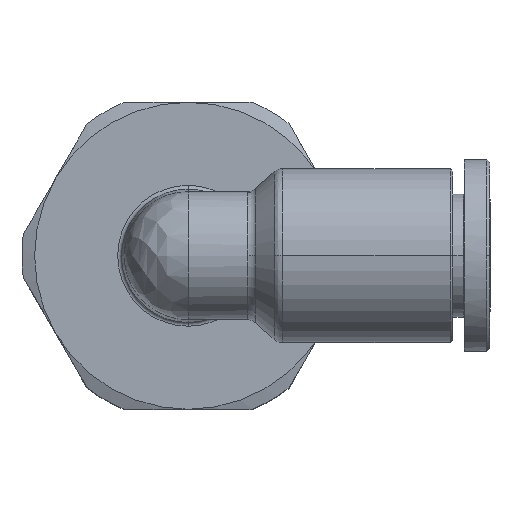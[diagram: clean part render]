
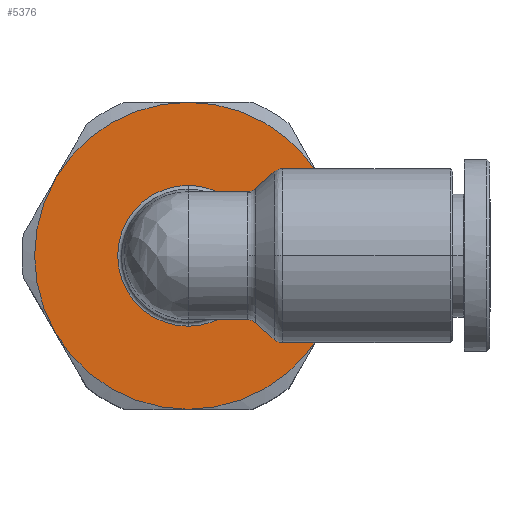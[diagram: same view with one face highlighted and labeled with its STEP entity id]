
A CAD part, top view. The second image highlights one B-rep face of the part: STEP entity #5376.
In plain terms, the highlighted planar face has unit normal (0, 0, 1).
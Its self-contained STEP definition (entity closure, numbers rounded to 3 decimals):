
#29 = ORIENTED_EDGE ( 'NONE', *, *, #4736, .F. ) ;
#189 = CIRCLE ( 'NONE', #5463, 12. ) ;
#296 = CIRCLE ( 'NONE', #7359, 12. ) ;
#423 = DIRECTION ( 'NONE',  ( 0., 1., 0. ) ) ;
#690 = DIRECTION ( 'NONE',  ( 0., 0., -1. ) ) ;
#904 = CARTESIAN_POINT ( 'NONE',  ( -7.472, 12., -7.3 ) ) ;
#1156 = EDGE_LOOP ( 'NONE', ( #29, #12582, #5511, #11227, #11858, #11457 ) ) ;
#1330 = CARTESIAN_POINT ( 'NONE',  ( -7.472, 5.504, -7.3 ) ) ;
#1490 = VERTEX_POINT ( 'NONE', #904 ) ;
#1529 = FACE_BOUND ( 'NONE', #12729, .T. ) ;
#1625 = DIRECTION ( 'NONE',  ( 0., 1., 0. ) ) ;
#1642 = CARTESIAN_POINT ( 'NONE',  ( -7.472, 0., -7.3 ) ) ;
#1776 = CARTESIAN_POINT ( 'NONE',  ( -7.472, 0., -7.3 ) ) ;
#1786 = DIRECTION ( 'NONE',  ( 0., 0., -1. ) ) ;
#1840 = CARTESIAN_POINT ( 'NONE',  ( -7.472, 0., -7.3 ) ) ;
#1884 = AXIS2_PLACEMENT_3D ( 'NONE', #3995, #9966, #5075 ) ;
#1946 = AXIS2_PLACEMENT_3D ( 'NONE', #10723, #1955, #10670 ) ;
#1950 = FACE_OUTER_BOUND ( 'NONE', #1156, .T. ) ;
#1955 = DIRECTION ( 'NONE',  ( 0., 0., -1. ) ) ;
#2494 = DIRECTION ( 'NONE',  ( 0., 0., -1. ) ) ;
#2674 = CARTESIAN_POINT ( 'NONE',  ( -7.472, -5.504, -7.3 ) ) ;
#2730 = DIRECTION ( 'NONE',  ( 0., 1., 0. ) ) ;
#3073 = DIRECTION ( 'NONE',  ( 0., 1., 0. ) ) ;
#3995 = CARTESIAN_POINT ( 'NONE',  ( -7.472, 0., -7.3 ) ) ;
#4139 = CARTESIAN_POINT ( 'NONE',  ( -7.472, 0., -7.3 ) ) ;
#4534 = AXIS2_PLACEMENT_3D ( 'NONE', #4139, #10424, #423 ) ;
#4736 = EDGE_CURVE ( 'NONE', #7873, #9249, #12973, .T. ) ;
#4807 = ORIENTED_EDGE ( 'NONE', *, *, #8017, .F. ) ;
#5075 = DIRECTION ( 'NONE',  ( 0., 1., 0. ) ) ;
#5232 = EDGE_CURVE ( 'NONE', #1490, #8706, #189, .T. ) ;
#5376 = ADVANCED_FACE ( 'NONE', ( #1529, #1950 ), #6810, .F. ) ;
#5463 = AXIS2_PLACEMENT_3D ( 'NONE', #1840, #1786, #1625 ) ;
#5511 = ORIENTED_EDGE ( 'NONE', *, *, #15603, .F. ) ;
#6042 = CIRCLE ( 'NONE', #7288, 5.504 ) ;
#6170 = AXIS2_PLACEMENT_3D ( 'NONE', #1776, #690, #3073 ) ;
#6679 = CARTESIAN_POINT ( 'NONE',  ( 2.92, 6., -7.3 ) ) ;
#6810 = PLANE ( 'NONE',  #1946 ) ;
#7045 = CARTESIAN_POINT ( 'NONE',  ( -17.865, -6., -7.3 ) ) ;
#7288 = AXIS2_PLACEMENT_3D ( 'NONE', #10976, #10924, #15854 ) ;
#7359 = AXIS2_PLACEMENT_3D ( 'NONE', #8648, #2494, #11156 ) ;
#7760 = DIRECTION ( 'NONE',  ( 0., 0., -1. ) ) ;
#7833 = VERTEX_POINT ( 'NONE', #2674 ) ;
#7864 = CARTESIAN_POINT ( 'NONE',  ( -17.865, 6., -7.3 ) ) ;
#7873 = VERTEX_POINT ( 'NONE', #7045 ) ;
#8017 = EDGE_CURVE ( 'NONE', #13987, #7833, #10553, .T. ) ;
#8648 = CARTESIAN_POINT ( 'NONE',  ( -7.472, 0., -7.3 ) ) ;
#8706 = VERTEX_POINT ( 'NONE', #6679 ) ;
#8791 = CARTESIAN_POINT ( 'NONE',  ( -7.472, 0., -7.3 ) ) ;
#8982 = EDGE_CURVE ( 'NONE', #7833, #13987, #6042, .T. ) ;
#9157 = VERTEX_POINT ( 'NONE', #12505 ) ;
#9249 = VERTEX_POINT ( 'NONE', #7864 ) ;
#9526 = CIRCLE ( 'NONE', #6170, 12. ) ;
#9965 = ORIENTED_EDGE ( 'NONE', *, *, #8982, .F. ) ;
#9966 = DIRECTION ( 'NONE',  ( 0., 0., 1. ) ) ;
#10411 = AXIS2_PLACEMENT_3D ( 'NONE', #8791, #7760, #2730 ) ;
#10424 = DIRECTION ( 'NONE',  ( 0., 0., -1. ) ) ;
#10553 = CIRCLE ( 'NONE', #1884, 5.504 ) ;
#10659 = EDGE_CURVE ( 'NONE', #13067, #7873, #10997, .T. ) ;
#10670 = DIRECTION ( 'NONE',  ( -1., 0., 0. ) ) ;
#10723 = CARTESIAN_POINT ( 'NONE',  ( -7.472, 0., -7.3 ) ) ;
#10924 = DIRECTION ( 'NONE',  ( 0., 0., 1. ) ) ;
#10976 = CARTESIAN_POINT ( 'NONE',  ( -7.472, 0., -7.3 ) ) ;
#10997 = CIRCLE ( 'NONE', #10411, 12. ) ;
#11156 = DIRECTION ( 'NONE',  ( 0., 1., 0. ) ) ;
#11227 = ORIENTED_EDGE ( 'NONE', *, *, #14022, .F. ) ;
#11372 = AXIS2_PLACEMENT_3D ( 'NONE', #1642, #14019, #11453 ) ;
#11453 = DIRECTION ( 'NONE',  ( 0., 1., 0. ) ) ;
#11457 = ORIENTED_EDGE ( 'NONE', *, *, #12455, .F. ) ;
#11628 = CIRCLE ( 'NONE', #4534, 12. ) ;
#11858 = ORIENTED_EDGE ( 'NONE', *, *, #5232, .F. ) ;
#12455 = EDGE_CURVE ( 'NONE', #9249, #1490, #11628, .T. ) ;
#12505 = CARTESIAN_POINT ( 'NONE',  ( 2.92, -6., -7.3 ) ) ;
#12582 = ORIENTED_EDGE ( 'NONE', *, *, #10659, .F. ) ;
#12729 = EDGE_LOOP ( 'NONE', ( #4807, #9965 ) ) ;
#12973 = CIRCLE ( 'NONE', #11372, 12. ) ;
#13067 = VERTEX_POINT ( 'NONE', #15620 ) ;
#13987 = VERTEX_POINT ( 'NONE', #1330 ) ;
#14019 = DIRECTION ( 'NONE',  ( 0., 0., -1. ) ) ;
#14022 = EDGE_CURVE ( 'NONE', #8706, #9157, #296, .T. ) ;
#15603 = EDGE_CURVE ( 'NONE', #9157, #13067, #9526, .T. ) ;
#15620 = CARTESIAN_POINT ( 'NONE',  ( -7.472, -12., -7.3 ) ) ;
#15854 = DIRECTION ( 'NONE',  ( 0., 1., 0. ) ) ;
